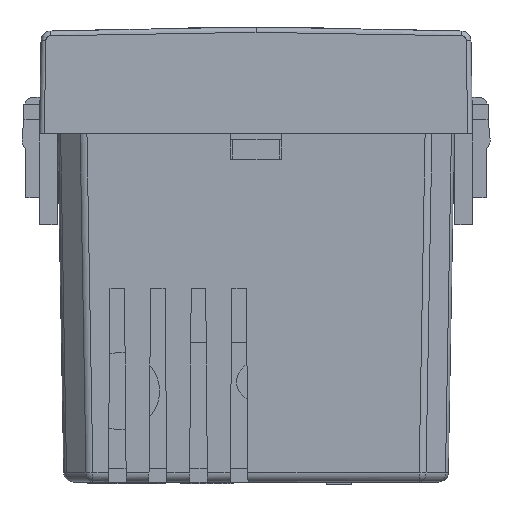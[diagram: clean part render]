
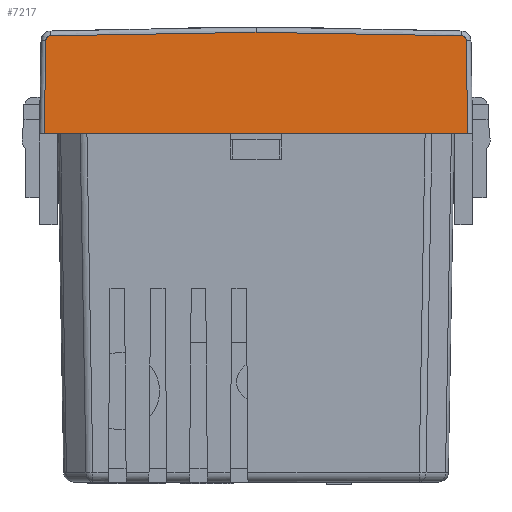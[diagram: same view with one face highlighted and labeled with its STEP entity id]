
A CAD part, left-side view. The second image highlights one B-rep face of the part: STEP entity #7217.
In plain terms, the highlighted planar face has unit normal (-1, 0, 0.018).
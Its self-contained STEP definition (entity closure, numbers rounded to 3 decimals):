
#298 = ORIENTED_EDGE ( 'NONE', *, *, #14682, .T. ) ;
#954 = CARTESIAN_POINT ( 'NONE',  ( -33.477, 21.727, 9.939 ) ) ;
#1142 = CARTESIAN_POINT ( 'NONE',  ( -33.473, 21.249, 10.149 ) ) ;
#2654 = VERTEX_POINT ( 'NONE', #15371 ) ;
#2940 = VECTOR ( 'NONE', #6025, 1000. ) ;
#3271 = EDGE_CURVE ( 'NONE', #12405, #2654, #25518, .T. ) ;
#4053 = DIRECTION ( 'NONE',  ( -1., 0., 0.017 ) ) ;
#4791 = ORIENTED_EDGE ( 'NONE', *, *, #3271, .T. ) ;
#5142 = CARTESIAN_POINT ( 'NONE',  ( -33.473, -21.249, 10.149 ) ) ;
#5619 = CARTESIAN_POINT ( 'NONE',  ( -33.481, 21.732, 9.658 ) ) ;
#6025 = DIRECTION ( 'NONE',  ( 0., -1., 0. ) ) ;
#6431 = ORIENTED_EDGE ( 'NONE', *, *, #13180, .T. ) ;
#6501 =( BOUNDED_CURVE ( )  B_SPLINE_CURVE ( 3, ( #25540, #19595, #11624, #23521 ),
 .UNSPECIFIED., .F., .T. ) 
 B_SPLINE_CURVE_WITH_KNOTS ( ( 4, 4 ),
 ( 6.249, 6.283 ),
 .UNSPECIFIED. ) 
 CURVE ( )  GEOMETRIC_REPRESENTATION_ITEM ( )  RATIONAL_B_SPLINE_CURVE ( ( 1., 1., 1., 1. ) ) 
 REPRESENTATION_ITEM ( '' )  );
#6516 = CARTESIAN_POINT ( 'NONE',  ( -33.467, 0., 10.509 ) ) ;
#6577 = VERTEX_POINT ( 'NONE', #6516 ) ;
#6770 = LINE ( 'NONE', #24289, #2940 ) ;
#6831 =( BOUNDED_CURVE ( )  B_SPLINE_CURVE ( 3, ( #25181, #7183, #15085, #1142 ),
 .UNSPECIFIED., .F., .T. ) 
 B_SPLINE_CURVE_WITH_KNOTS ( ( 4, 4 ),
 ( 0., 0.034 ),
 .UNSPECIFIED. ) 
 CURVE ( )  GEOMETRIC_REPRESENTATION_ITEM ( )  RATIONAL_B_SPLINE_CURVE ( ( 1., 1., 1., 1. ) ) 
 REPRESENTATION_ITEM ( '' )  );
#7048 = EDGE_CURVE ( 'NONE', #6577, #14987, #6831, .T. ) ;
#7183 = CARTESIAN_POINT ( 'NONE',  ( -33.467, 7.085, 10.509 ) ) ;
#7217 = ADVANCED_FACE ( 'NONE', ( #15195 ), #9929, .T. ) ;
#7468 = CARTESIAN_POINT ( 'NONE',  ( -33.477, -21.727, 9.939 ) ) ;
#8063 = DIRECTION ( 'NONE',  ( 0.017, 0., 1. ) ) ;
#8267 = VERTEX_POINT ( 'NONE', #5142 ) ;
#8370 = CARTESIAN_POINT ( 'NONE',  ( -33.65, 21.9, 0. ) ) ;
#8491 = DIRECTION ( 'NONE',  ( -0.017, 0.017, -1. ) ) ;
#9597 = EDGE_CURVE ( 'NONE', #2654, #8267, #15767, .T. ) ;
#9813 = VERTEX_POINT ( 'NONE', #8370 ) ;
#9929 = PLANE ( 'NONE',  #23780 ) ;
#11624 = CARTESIAN_POINT ( 'NONE',  ( -33.467, -7.085, 10.509 ) ) ;
#12325 = ORIENTED_EDGE ( 'NONE', *, *, #25788, .T. ) ;
#12405 = VERTEX_POINT ( 'NONE', #20749 ) ;
#12984 = DIRECTION ( 'NONE',  ( 0.017, 0.017, 1. ) ) ;
#12997 = ORIENTED_EDGE ( 'NONE', *, *, #9597, .T. ) ;
#13180 = EDGE_CURVE ( 'NONE', #14987, #24734, #18203, .T. ) ;
#13426 = CARTESIAN_POINT ( 'NONE',  ( -33.473, -21.529, 10.139 ) ) ;
#14346 = CARTESIAN_POINT ( 'NONE',  ( -33.637, 21.887, 0.773 ) ) ;
#14682 = EDGE_CURVE ( 'NONE', #24734, #9813, #20076, .T. ) ;
#14987 = VERTEX_POINT ( 'NONE', #25482 ) ;
#15026 = CARTESIAN_POINT ( 'NONE',  ( -33.65, -21.9, -0.009 ) ) ;
#15085 = CARTESIAN_POINT ( 'NONE',  ( -33.469, 14.168, 10.389 ) ) ;
#15195 = FACE_OUTER_BOUND ( 'NONE', #18317, .T. ) ;
#15371 = CARTESIAN_POINT ( 'NONE',  ( -33.481, -21.732, 9.658 ) ) ;
#15767 =( BOUNDED_CURVE ( )  B_SPLINE_CURVE ( 3, ( #25565, #7468, #13426, #23699 ),
 .UNSPECIFIED., .F., .F. ) 
 B_SPLINE_CURVE_WITH_KNOTS ( ( 4, 4 ),
 ( 4.73, 6.249 ),
 .UNSPECIFIED. ) 
 CURVE ( )  GEOMETRIC_REPRESENTATION_ITEM ( )  RATIONAL_B_SPLINE_CURVE ( ( 1., 0.817, 0.817, 1. ) ) 
 REPRESENTATION_ITEM ( '' )  );
#16622 = VECTOR ( 'NONE', #8491, 1000. ) ;
#18203 =( BOUNDED_CURVE ( )  B_SPLINE_CURVE ( 3, ( #18949, #19040, #954, #20985 ),
 .UNSPECIFIED., .F., .F. ) 
 B_SPLINE_CURVE_WITH_KNOTS ( ( 4, 4 ),
 ( 0.034, 1.553 ),
 .UNSPECIFIED. ) 
 CURVE ( )  GEOMETRIC_REPRESENTATION_ITEM ( )  RATIONAL_B_SPLINE_CURVE ( ( 1., 0.817, 0.817, 1. ) ) 
 REPRESENTATION_ITEM ( '' )  );
#18317 = EDGE_LOOP ( 'NONE', ( #12325, #4791, #12997, #25314, #19435, #6431, #298 ) ) ;
#18949 = CARTESIAN_POINT ( 'NONE',  ( -33.473, 21.249, 10.149 ) ) ;
#19040 = CARTESIAN_POINT ( 'NONE',  ( -33.473, 21.529, 10.139 ) ) ;
#19227 = EDGE_CURVE ( 'NONE', #8267, #6577, #6501, .T. ) ;
#19435 = ORIENTED_EDGE ( 'NONE', *, *, #7048, .T. ) ;
#19595 = CARTESIAN_POINT ( 'NONE',  ( -33.469, -14.168, 10.389 ) ) ;
#20076 = LINE ( 'NONE', #14346, #16622 ) ;
#20114 = VECTOR ( 'NONE', #12984, 1000. ) ;
#20749 = CARTESIAN_POINT ( 'NONE',  ( -33.65, -21.9, 0. ) ) ;
#20985 = CARTESIAN_POINT ( 'NONE',  ( -33.481, 21.732, 9.658 ) ) ;
#23521 = CARTESIAN_POINT ( 'NONE',  ( -33.467, 0., 10.509 ) ) ;
#23699 = CARTESIAN_POINT ( 'NONE',  ( -33.473, -21.249, 10.149 ) ) ;
#23780 = AXIS2_PLACEMENT_3D ( 'NONE', #24111, #4053, #8063 ) ;
#24111 = CARTESIAN_POINT ( 'NONE',  ( -33.65, -22.4, 0. ) ) ;
#24289 = CARTESIAN_POINT ( 'NONE',  ( -33.65, -22.4, 0. ) ) ;
#24734 = VERTEX_POINT ( 'NONE', #5619 ) ;
#25181 = CARTESIAN_POINT ( 'NONE',  ( -33.467, 0., 10.509 ) ) ;
#25314 = ORIENTED_EDGE ( 'NONE', *, *, #19227, .T. ) ;
#25482 = CARTESIAN_POINT ( 'NONE',  ( -33.473, 21.249, 10.149 ) ) ;
#25518 = LINE ( 'NONE', #15026, #20114 ) ;
#25540 = CARTESIAN_POINT ( 'NONE',  ( -33.473, -21.249, 10.149 ) ) ;
#25565 = CARTESIAN_POINT ( 'NONE',  ( -33.481, -21.732, 9.658 ) ) ;
#25788 = EDGE_CURVE ( '����3', #9813, #12405, #6770, .T. ) ;
